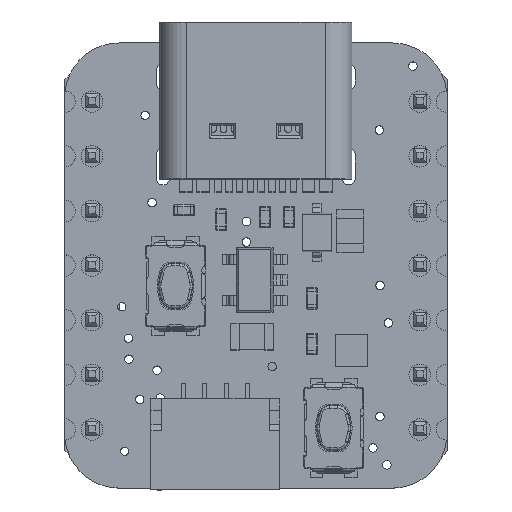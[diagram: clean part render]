
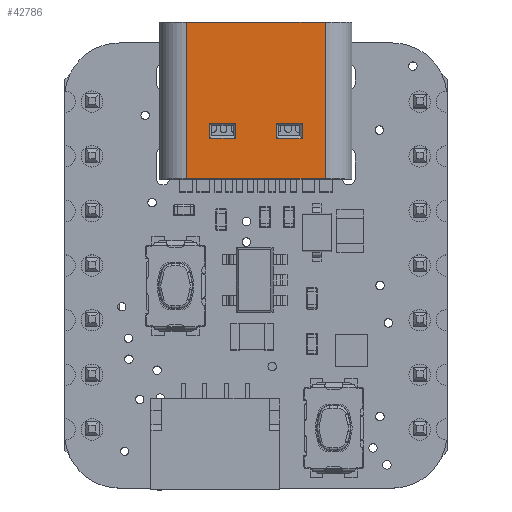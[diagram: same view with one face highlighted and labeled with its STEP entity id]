
A CAD part, top view. The second image highlights one B-rep face of the part: STEP entity #42786.
In plain terms, the highlighted planar face has unit normal (0, 0, 1).
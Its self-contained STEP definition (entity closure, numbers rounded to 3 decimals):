
#578=FACE_BOUND('',#6968,.T.);
#579=FACE_BOUND('',#6969,.T.);
#4402=FACE_OUTER_BOUND('',#6967,.T.);
#6967=EDGE_LOOP('',(#33786,#33787,#33788,#33789));
#6968=EDGE_LOOP('',(#33790,#33791,#33792,#33793));
#6969=EDGE_LOOP('',(#33794,#33795,#33796,#33797));
#10504=LINE('',#67774,#14936);
#10519=LINE('',#67840,#14951);
#10520=LINE('',#67842,#14952);
#10521=LINE('',#67843,#14953);
#10522=LINE('',#67846,#14954);
#10523=LINE('',#67848,#14955);
#10524=LINE('',#67850,#14956);
#10525=LINE('',#67851,#14957);
#10526=LINE('',#67854,#14958);
#10527=LINE('',#67856,#14959);
#10528=LINE('',#67858,#14960);
#10529=LINE('',#67859,#14961);
#14936=VECTOR('',#55661,6.44);
#14951=VECTOR('',#55734,7.3);
#14952=VECTOR('',#55735,6.44);
#14953=VECTOR('',#55736,7.3);
#14954=VECTOR('',#55737,1.2);
#14955=VECTOR('',#55738,0.7);
#14956=VECTOR('',#55739,1.2);
#14957=VECTOR('',#55740,0.7);
#14958=VECTOR('',#55741,1.2);
#14959=VECTOR('',#55742,0.7);
#14960=VECTOR('',#55743,1.2);
#14961=VECTOR('',#55744,0.7);
#19095=VERTEX_POINT('',#67771);
#19096=VERTEX_POINT('',#67773);
#19118=VERTEX_POINT('',#67839);
#19119=VERTEX_POINT('',#67841);
#19120=VERTEX_POINT('',#67844);
#19121=VERTEX_POINT('',#67845);
#19122=VERTEX_POINT('',#67847);
#19123=VERTEX_POINT('',#67849);
#19124=VERTEX_POINT('',#67852);
#19125=VERTEX_POINT('',#67853);
#19126=VERTEX_POINT('',#67855);
#19127=VERTEX_POINT('',#67857);
#24248=EDGE_CURVE('',#19096,#19095,#10504,.T.);
#24284=EDGE_CURVE('',#19095,#19118,#10519,.F.);
#24285=EDGE_CURVE('',#19119,#19118,#10520,.T.);
#24286=EDGE_CURVE('',#19119,#19096,#10521,.T.);
#24287=EDGE_CURVE('',#19120,#19121,#10522,.T.);
#24288=EDGE_CURVE('',#19121,#19122,#10523,.T.);
#24289=EDGE_CURVE('',#19122,#19123,#10524,.T.);
#24290=EDGE_CURVE('',#19123,#19120,#10525,.T.);
#24291=EDGE_CURVE('',#19124,#19125,#10526,.T.);
#24292=EDGE_CURVE('',#19125,#19126,#10527,.T.);
#24293=EDGE_CURVE('',#19126,#19127,#10528,.T.);
#24294=EDGE_CURVE('',#19127,#19124,#10529,.T.);
#33786=ORIENTED_EDGE('',*,*,#24248,.T.);
#33787=ORIENTED_EDGE('',*,*,#24284,.T.);
#33788=ORIENTED_EDGE('',*,*,#24285,.F.);
#33789=ORIENTED_EDGE('',*,*,#24286,.T.);
#33790=ORIENTED_EDGE('',*,*,#24287,.T.);
#33791=ORIENTED_EDGE('',*,*,#24288,.T.);
#33792=ORIENTED_EDGE('',*,*,#24289,.T.);
#33793=ORIENTED_EDGE('',*,*,#24290,.T.);
#33794=ORIENTED_EDGE('',*,*,#24291,.T.);
#33795=ORIENTED_EDGE('',*,*,#24292,.T.);
#33796=ORIENTED_EDGE('',*,*,#24293,.T.);
#33797=ORIENTED_EDGE('',*,*,#24294,.T.);
#39654=PLANE('',#46602);
#42786=ADVANCED_FACE('',(#4402,#578,#579),#39654,.F.);
#46602=AXIS2_PLACEMENT_3D('',#67838,#55732,#55733);
#55661=DIRECTION('',(1.,0.,0.));
#55732=DIRECTION('center_axis',(0.,0.,
-1.));
#55733=DIRECTION('ref_axis',(-1.,0.,0.));
#55734=DIRECTION('',(0.,-1.,0.));
#55735=DIRECTION('',(1.,0.,0.));
#55736=DIRECTION('',(0.,-1.,0.));
#55737=DIRECTION('',(-1.,0.,0.));
#55738=DIRECTION('',(0.,1.,0.));
#55739=DIRECTION('',(1.,0.,0.));
#55740=DIRECTION('',(0.,-1.,0.));
#55741=DIRECTION('',(-1.,0.,0.));
#55742=DIRECTION('',(0.,1.,0.));
#55743=DIRECTION('',(1.,0.,0.));
#55744=DIRECTION('',(0.,-1.,0.));
#67771=CARTESIAN_POINT('',(12.11,14.37,4.77));
#67773=CARTESIAN_POINT('',(5.67,14.37,4.77));
#67774=CARTESIAN_POINT('',(5.67,14.37,4.77));
#67838=CARTESIAN_POINT('Origin',(13.36,21.67,4.77));
#67839=CARTESIAN_POINT('',(12.11,21.67,4.77));
#67840=CARTESIAN_POINT('',(12.11,21.67,4.77));
#67841=CARTESIAN_POINT('',(5.67,21.67,4.77));
#67842=CARTESIAN_POINT('',(5.67,21.67,4.77));
#67843=CARTESIAN_POINT('',(5.67,21.67,4.77));
#67844=CARTESIAN_POINT('',(11.04,16.27,4.77));
#67845=CARTESIAN_POINT('',(9.84,16.27,4.77));
#67846=CARTESIAN_POINT('',(11.04,16.27,4.77));
#67847=CARTESIAN_POINT('',(9.84,16.97,4.77));
#67848=CARTESIAN_POINT('',(9.84,16.27,4.77));
#67849=CARTESIAN_POINT('',(11.04,16.97,4.77));
#67850=CARTESIAN_POINT('',(9.84,16.97,4.77));
#67851=CARTESIAN_POINT('',(11.04,16.97,4.77));
#67852=CARTESIAN_POINT('',(7.94,16.27,4.77));
#67853=CARTESIAN_POINT('',(6.74,16.27,4.77));
#67854=CARTESIAN_POINT('',(7.94,16.27,4.77));
#67855=CARTESIAN_POINT('',(6.74,16.97,4.77));
#67856=CARTESIAN_POINT('',(6.74,16.27,4.77));
#67857=CARTESIAN_POINT('',(7.94,16.97,4.77));
#67858=CARTESIAN_POINT('',(6.74,16.97,4.77));
#67859=CARTESIAN_POINT('',(7.94,16.97,4.77));
